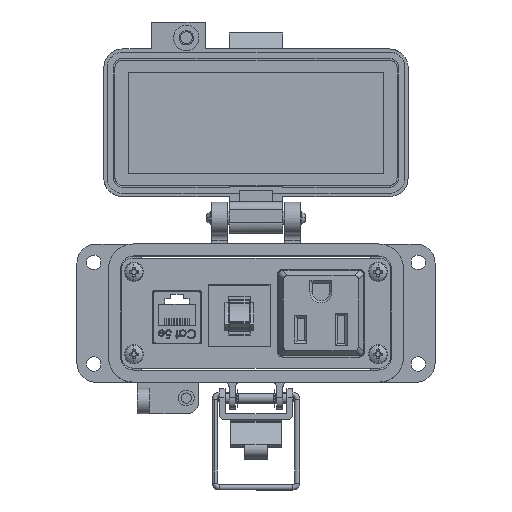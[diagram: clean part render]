
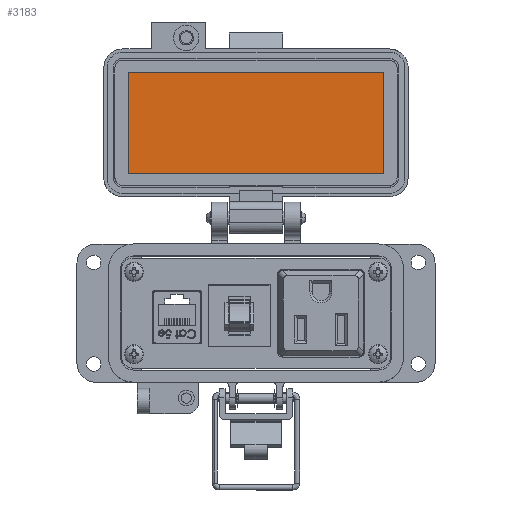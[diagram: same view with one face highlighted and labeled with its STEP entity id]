
A CAD part, top view. The second image highlights one B-rep face of the part: STEP entity #3183.
In plain terms, the highlighted planar face has unit normal (0, 0, 1).
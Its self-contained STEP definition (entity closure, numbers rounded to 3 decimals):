
#2307 = CARTESIAN_POINT ( 'NONE',  ( 40.25, 67.154, -25.55 ) ) ;
#3183 = ADVANCED_FACE ( 'NONE', ( #16467 ), #45412, .T. ) ;
#3340 = LINE ( 'NONE', #14591, #46753 ) ;
#4239 = VECTOR ( 'NONE', #28809, 1000. ) ;
#5181 = DIRECTION ( 'NONE',  ( 0., 0., 1. ) ) ;
#5262 = CARTESIAN_POINT ( 'NONE',  ( 42., 51.154, -25.55 ) ) ;
#6101 = ORIENTED_EDGE ( 'NONE', *, *, #31483, .F. ) ;
#6453 = VERTEX_POINT ( 'NONE', #35967 ) ;
#7511 = LINE ( 'NONE', #2307, #9709 ) ;
#7711 = EDGE_CURVE ( 'NONE', #17506, #11879, #22009, .T. ) ;
#8936 = LINE ( 'NONE', #5262, #4239 ) ;
#9709 = VECTOR ( 'NONE', #14324, 1000. ) ;
#10955 = CARTESIAN_POINT ( 'NONE',  ( -40.25, 51.154, -25.55 ) ) ;
#11195 = EDGE_CURVE ( 'NONE', #6453, #19006, #7511, .T. ) ;
#11879 = VERTEX_POINT ( 'NONE', #16067 ) ;
#12937 = VECTOR ( 'NONE', #30866, 1000. ) ;
#13180 = CARTESIAN_POINT ( 'NONE',  ( 40.25, 51.154, -25.55 ) ) ;
#14324 = DIRECTION ( 'NONE',  ( 0., -1., 0. ) ) ;
#14591 = CARTESIAN_POINT ( 'NONE',  ( -8.5, 83.154, -25.55 ) ) ;
#16067 = CARTESIAN_POINT ( 'NONE',  ( -40.25, 83.154, -25.55 ) ) ;
#16467 = FACE_OUTER_BOUND ( 'NONE', #43812, .T. ) ;
#16967 = DIRECTION ( 'NONE',  ( 0., -1., 0. ) ) ;
#17506 = VERTEX_POINT ( 'NONE', #10955 ) ;
#19006 = VERTEX_POINT ( 'NONE', #13180 ) ;
#22009 = LINE ( 'NONE', #37914, #12937 ) ;
#22479 = ORIENTED_EDGE ( 'NONE', *, *, #33585, .F. ) ;
#27119 = ORIENTED_EDGE ( 'NONE', *, *, #7711, .F. ) ;
#27149 = DIRECTION ( 'NONE',  ( 1., 0., 0. ) ) ;
#28809 = DIRECTION ( 'NONE',  ( -1., 0., 0. ) ) ;
#29235 = CARTESIAN_POINT ( 'NONE',  ( -8.5, 67.154, -25.55 ) ) ;
#30866 = DIRECTION ( 'NONE',  ( 0., 1., 0. ) ) ;
#31483 = EDGE_CURVE ( 'NONE', #11879, #6453, #3340, .T. ) ;
#33585 = EDGE_CURVE ( 'NONE', #19006, #17506, #8936, .T. ) ;
#35526 = ORIENTED_EDGE ( 'NONE', *, *, #11195, .F. ) ;
#35967 = CARTESIAN_POINT ( 'NONE',  ( 40.25, 83.154, -25.55 ) ) ;
#37914 = CARTESIAN_POINT ( 'NONE',  ( -40.25, 67.154, -25.55 ) ) ;
#43812 = EDGE_LOOP ( 'NONE', ( #6101, #27119, #22479, #35526 ) ) ;
#45412 = PLANE ( 'NONE',  #48025 ) ;
#46753 = VECTOR ( 'NONE', #27149, 1000. ) ;
#48025 = AXIS2_PLACEMENT_3D ( 'NONE', #29235, #5181, #16967 ) ;
